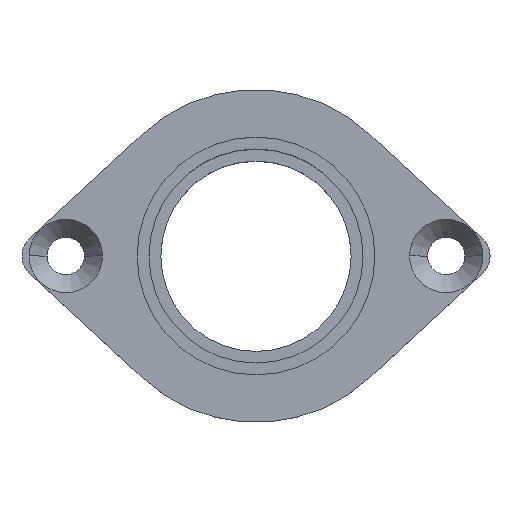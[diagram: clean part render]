
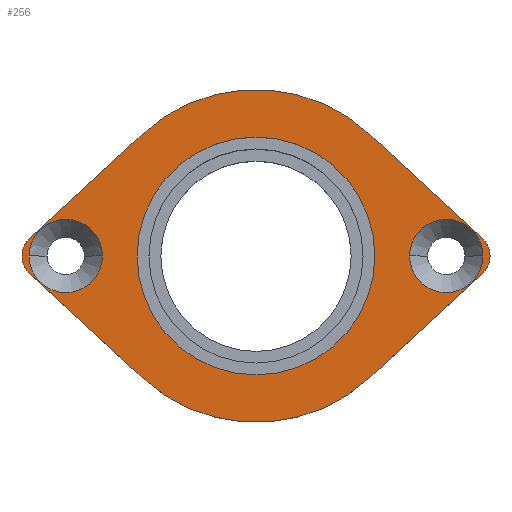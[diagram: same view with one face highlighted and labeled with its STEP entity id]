
A CAD part, top view. The second image highlights one B-rep face of the part: STEP entity #256.
In plain terms, the highlighted planar face has unit normal (0, 0, 1).
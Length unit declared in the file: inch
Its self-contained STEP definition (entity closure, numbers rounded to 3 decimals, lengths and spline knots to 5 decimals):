
#4 = EDGE_CURVE ( 'NONE', #609, #197, #597, .T. ) ;
#25 = DIRECTION ( 'NONE',  ( 1., 0., 0. ) ) ;
#30 = EDGE_CURVE ( 'NONE', #353, #192, #203, .T. ) ;
#31 = CIRCLE ( 'NONE', #298, 0.125 ) ;
#32 = CIRCLE ( 'NONE', #78, 0.875 ) ;
#38 = CARTESIAN_POINT ( 'NONE',  ( -1.1925, 0., 0.125 ) ) ;
#57 = AXIS2_PLACEMENT_3D ( 'NONE', #130, #521, #926 ) ;
#60 = EDGE_CURVE ( 'NONE', #575, #354, #484, .T. ) ;
#64 = AXIS2_PLACEMENT_3D ( 'NONE', #880, #100, #81 ) ;
#69 = VERTEX_POINT ( 'NONE', #101 ) ;
#77 = DIRECTION ( 'NONE',  ( 1., 0., 0. ) ) ;
#78 = AXIS2_PLACEMENT_3D ( 'NONE', #645, #573, #77 ) ;
#81 = DIRECTION ( 'NONE',  ( 1., 0., 0. ) ) ;
#83 = AXIS2_PLACEMENT_3D ( 'NONE', #859, #145, #224 ) ;
#100 = DIRECTION ( 'NONE',  ( 0., 0., 1. ) ) ;
#101 = CARTESIAN_POINT ( 'NONE',  ( 1.1925, 0., 0.125 ) ) ;
#110 = EDGE_LOOP ( 'NONE', ( #532, #742 ) ) ;
#113 = VERTEX_POINT ( 'NONE', #793 ) ;
#124 = ORIENTED_EDGE ( 'NONE', *, *, #30, .F. ) ;
#127 = CARTESIAN_POINT ( 'NONE',  ( 0.59389, -0.64259, 0.125 ) ) ;
#130 = CARTESIAN_POINT ( 'NONE',  ( 1.105, 0., 0.125 ) ) ;
#145 = DIRECTION ( 'NONE',  ( 0., 0., 1. ) ) ;
#148 = CARTESIAN_POINT ( 'NONE',  ( 0., 0., 0.125 ) ) ;
#159 = CARTESIAN_POINT ( 'NONE',  ( -1.105, 0., 0.125 ) ) ;
#163 = EDGE_CURVE ( 'NONE', #320, #197, #32, .T. ) ;
#174 = VECTOR ( 'NONE', #447, 39.37008 ) ;
#175 = DIRECTION ( 'NONE',  ( 0., 0., 1. ) ) ;
#177 = CARTESIAN_POINT ( 'NONE',  ( -0.625, 0., 0.125 ) ) ;
#187 = VERTEX_POINT ( 'NONE', #495 ) ;
#192 = VERTEX_POINT ( 'NONE', #322 ) ;
#195 = DIRECTION ( 'NONE',  ( 1., 0., 0. ) ) ;
#197 = VERTEX_POINT ( 'NONE', #1011 ) ;
#198 = DIRECTION ( 'NONE',  ( 0.734, -0.679, 0. ) ) ;
#203 = LINE ( 'NONE', #289, #759 ) ;
#205 = CARTESIAN_POINT ( 'NONE',  ( -1.18984, -0.0918, 0.125 ) ) ;
#224 = DIRECTION ( 'NONE',  ( 1., 0., 0. ) ) ;
#227 = CIRCLE ( 'NONE', #368, 0.875 ) ;
#239 = EDGE_CURVE ( 'NONE', #113, #669, #379, .T. ) ;
#248 = EDGE_LOOP ( 'NONE', ( #984, #528 ) ) ;
#256 = ADVANCED_FACE ( 'NONE', ( #572, #633, #478, #722 ), #560, .T. ) ;
#257 = EDGE_CURVE ( 'NONE', #624, #1015, #929, .T. ) ;
#258 = DIRECTION ( 'NONE',  ( 0., 0., 1. ) ) ;
#282 = EDGE_CURVE ( 'NONE', #839, #192, #227, .T. ) ;
#284 = ORIENTED_EDGE ( 'NONE', *, *, #612, .T. ) ;
#289 = CARTESIAN_POINT ( 'NONE',  ( -0.59389, 0.64259, 0.125 ) ) ;
#298 = AXIS2_PLACEMENT_3D ( 'NONE', #489, #952, #25 ) ;
#303 = DIRECTION ( 'NONE',  ( 1., 0., 0. ) ) ;
#310 = EDGE_LOOP ( 'NONE', ( #716, #426 ) ) ;
#311 = DIRECTION ( 'NONE',  ( -0.734, 0.679, 0. ) ) ;
#320 = VERTEX_POINT ( 'NONE', #781 ) ;
#321 = DIRECTION ( 'NONE',  ( 1., 0., 0. ) ) ;
#322 = CARTESIAN_POINT ( 'NONE',  ( -0.59389, 0.64259, 0.125 ) ) ;
#353 = VERTEX_POINT ( 'NONE', #853 ) ;
#354 = VERTEX_POINT ( 'NONE', #845 ) ;
#355 = EDGE_CURVE ( 'NONE', #1015, #624, #842, .T. ) ;
#368 = AXIS2_PLACEMENT_3D ( 'NONE', #950, #414, #565 ) ;
#373 = AXIS2_PLACEMENT_3D ( 'NONE', #148, #615, #303 ) ;
#379 = CIRCLE ( 'NONE', #691, 0.125 ) ;
#381 = EDGE_CURVE ( 'NONE', #69, #187, #584, .T. ) ;
#399 = CARTESIAN_POINT ( 'NONE',  ( 0., 0., 0.125 ) ) ;
#406 = DIRECTION ( 'NONE',  ( 1., 0., 0. ) ) ;
#413 = EDGE_CURVE ( 'NONE', #354, #575, #623, .T. ) ;
#414 = DIRECTION ( 'NONE',  ( 0., 0., 1. ) ) ;
#415 = EDGE_CURVE ( 'NONE', #821, #839, #924, .T. ) ;
#422 = CIRCLE ( 'NONE', #996, 0.1925 ) ;
#426 = ORIENTED_EDGE ( 'NONE', *, *, #563, .F. ) ;
#444 = ORIENTED_EDGE ( 'NONE', *, *, #239, .T. ) ;
#447 = DIRECTION ( 'NONE',  ( -0.734, -0.679, 0. ) ) ;
#466 = CARTESIAN_POINT ( 'NONE',  ( -1., 0., 0.125 ) ) ;
#478 = FACE_BOUND ( 'NONE', #310, .T. ) ;
#484 = CIRCLE ( 'NONE', #671, 0.1925 ) ;
#489 = CARTESIAN_POINT ( 'NONE',  ( -1.105, 0., 0.125 ) ) ;
#490 = ORIENTED_EDGE ( 'NONE', *, *, #4, .F. ) ;
#495 = CARTESIAN_POINT ( 'NONE',  ( 0.8075, 0., 0.125 ) ) ;
#513 = ORIENTED_EDGE ( 'NONE', *, *, #714, .F. ) ;
#518 = CARTESIAN_POINT ( 'NONE',  ( -0.59389, -0.64259, 0.125 ) ) ;
#519 = DIRECTION ( 'NONE',  ( 0.734, 0.679, 0. ) ) ;
#521 = DIRECTION ( 'NONE',  ( 0., 0., -1. ) ) ;
#528 = ORIENTED_EDGE ( 'NONE', *, *, #60, .F. ) ;
#532 = ORIENTED_EDGE ( 'NONE', *, *, #257, .F. ) ;
#560 = PLANE ( 'NONE',  #64 ) ;
#563 = EDGE_CURVE ( 'NONE', #187, #69, #422, .T. ) ;
#565 = DIRECTION ( 'NONE',  ( 1., 0., 0. ) ) ;
#572 = FACE_BOUND ( 'NONE', #110, .T. ) ;
#573 = DIRECTION ( 'NONE',  ( 0., 0., 1. ) ) ;
#575 = VERTEX_POINT ( 'NONE', #38 ) ;
#584 = CIRCLE ( 'NONE', #83, 0.1925 ) ;
#588 = EDGE_LOOP ( 'NONE', ( #284, #899, #490, #513, #820, #784, #124, #877, #444 ) ) ;
#592 = AXIS2_PLACEMENT_3D ( 'NONE', #399, #175, #406 ) ;
#597 = LINE ( 'NONE', #127, #174 ) ;
#609 = VERTEX_POINT ( 'NONE', #734 ) ;
#612 = EDGE_CURVE ( 'NONE', #669, #320, #830, .T. ) ;
#615 = DIRECTION ( 'NONE',  ( 0., 0., 1. ) ) ;
#619 = CARTESIAN_POINT ( 'NONE',  ( 1.18984, 0.0918, 0.125 ) ) ;
#623 = CIRCLE ( 'NONE', #789, 0.1925 ) ;
#624 = VERTEX_POINT ( 'NONE', #807 ) ;
#633 = FACE_BOUND ( 'NONE', #248, .T. ) ;
#643 = CARTESIAN_POINT ( 'NONE',  ( 1., 0., 0.125 ) ) ;
#645 = CARTESIAN_POINT ( 'NONE',  ( 0., 0., 0.125 ) ) ;
#669 = VERTEX_POINT ( 'NONE', #205 ) ;
#670 = DIRECTION ( 'NONE',  ( 1., 0., 0. ) ) ;
#671 = AXIS2_PLACEMENT_3D ( 'NONE', #672, #258, #195 ) ;
#672 = CARTESIAN_POINT ( 'NONE',  ( -1., 0., 0.125 ) ) ;
#691 = AXIS2_PLACEMENT_3D ( 'NONE', #159, #1025, #321 ) ;
#699 = CARTESIAN_POINT ( 'NONE',  ( 0.59389, 0.64259, 0.125 ) ) ;
#714 = EDGE_CURVE ( 'NONE', #821, #609, #939, .T. ) ;
#716 = ORIENTED_EDGE ( 'NONE', *, *, #381, .F. ) ;
#722 = FACE_OUTER_BOUND ( 'NONE', #588, .T. ) ;
#734 = CARTESIAN_POINT ( 'NONE',  ( 1.18984, -0.0918, 0.125 ) ) ;
#742 = ORIENTED_EDGE ( 'NONE', *, *, #355, .F. ) ;
#759 = VECTOR ( 'NONE', #519, 39.37008 ) ;
#771 = DIRECTION ( 'NONE',  ( 1., 0., 0. ) ) ;
#779 = CARTESIAN_POINT ( 'NONE',  ( 0.59389, 0.64259, 0.125 ) ) ;
#781 = CARTESIAN_POINT ( 'NONE',  ( -0.59389, -0.64259, 0.125 ) ) ;
#784 = ORIENTED_EDGE ( 'NONE', *, *, #282, .T. ) ;
#789 = AXIS2_PLACEMENT_3D ( 'NONE', #466, #927, #771 ) ;
#793 = CARTESIAN_POINT ( 'NONE',  ( -1.23, 0., 0.125 ) ) ;
#807 = CARTESIAN_POINT ( 'NONE',  ( 0.625, 0., 0.125 ) ) ;
#820 = ORIENTED_EDGE ( 'NONE', *, *, #415, .T. ) ;
#821 = VERTEX_POINT ( 'NONE', #619 ) ;
#830 = LINE ( 'NONE', #518, #918 ) ;
#839 = VERTEX_POINT ( 'NONE', #779 ) ;
#842 = CIRCLE ( 'NONE', #373, 0.625 ) ;
#845 = CARTESIAN_POINT ( 'NONE',  ( -0.8075, 0., 0.125 ) ) ;
#853 = CARTESIAN_POINT ( 'NONE',  ( -1.18984, 0.0918, 0.125 ) ) ;
#859 = CARTESIAN_POINT ( 'NONE',  ( 1., 0., 0.125 ) ) ;
#877 = ORIENTED_EDGE ( 'NONE', *, *, #956, .T. ) ;
#880 = CARTESIAN_POINT ( 'NONE',  ( 0., 0., 0.125 ) ) ;
#899 = ORIENTED_EDGE ( 'NONE', *, *, #163, .T. ) ;
#918 = VECTOR ( 'NONE', #198, 39.37008 ) ;
#924 = LINE ( 'NONE', #699, #975 ) ;
#926 = DIRECTION ( 'NONE',  ( 1., 0., 0. ) ) ;
#927 = DIRECTION ( 'NONE',  ( 0., 0., 1. ) ) ;
#929 = CIRCLE ( 'NONE', #592, 0.625 ) ;
#939 = CIRCLE ( 'NONE', #57, 0.125 ) ;
#950 = CARTESIAN_POINT ( 'NONE',  ( 0., 0., 0.125 ) ) ;
#952 = DIRECTION ( 'NONE',  ( 0., 0., 1. ) ) ;
#956 = EDGE_CURVE ( 'NONE', #353, #113, #31, .T. ) ;
#963 = DIRECTION ( 'NONE',  ( 0., 0., 1. ) ) ;
#975 = VECTOR ( 'NONE', #311, 39.37008 ) ;
#984 = ORIENTED_EDGE ( 'NONE', *, *, #413, .F. ) ;
#996 = AXIS2_PLACEMENT_3D ( 'NONE', #643, #963, #670 ) ;
#1011 = CARTESIAN_POINT ( 'NONE',  ( 0.59389, -0.64259, 0.125 ) ) ;
#1015 = VERTEX_POINT ( 'NONE', #177 ) ;
#1025 = DIRECTION ( 'NONE',  ( 0., 0., 1. ) ) ;
